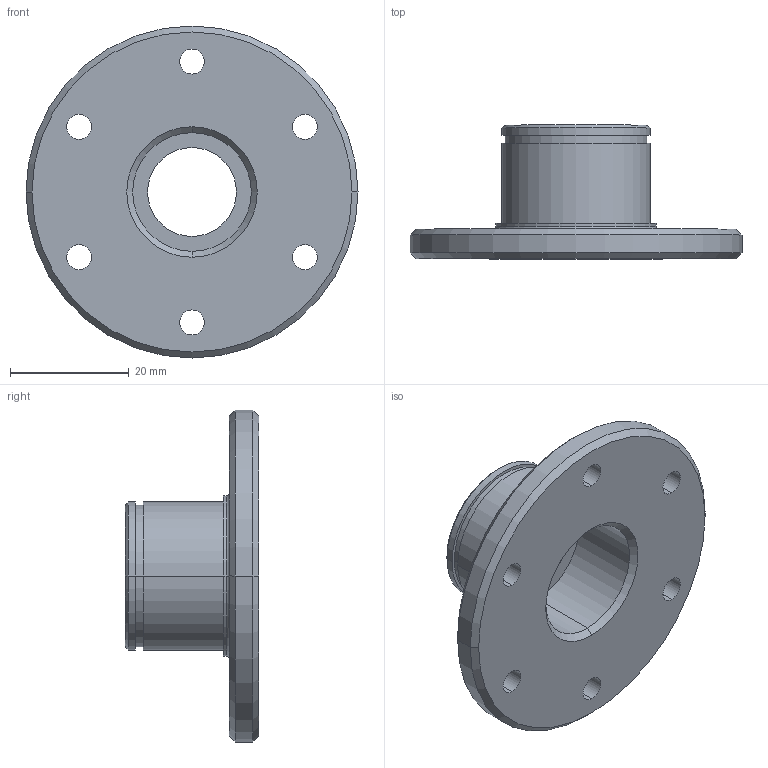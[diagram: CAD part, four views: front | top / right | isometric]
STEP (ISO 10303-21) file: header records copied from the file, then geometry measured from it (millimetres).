
FILE_DESCRIPTION (( 'STEP AP203' ), '1' );
FILE_NAME ('轮子固定座.STEP', '2021-11-21T07:44:47', ( '' ), ( '' ), 'SwSTEP 2.0', 'SolidWorks 2020', '' );
FILE_SCHEMA (( 'CONFIG_CONTROL_DESIGN' ));
Length unit declared in the file: millimetre
Products named in the file (1): 謫赽嘐隅釱
Bounding box: 56 x 22.55 x 56 mm (x, y, z)
Volume: 14555.8 mm3; surface area: 8127.5 mm2
Topology: 1 solids, 1 shells, 43 faces, 98 edges, 62 vertices
Faces by surface type: cylinder 26, cone 8, plane 7, torus 2
Entity records: 1341 total; most frequent: DIRECTION 250, CARTESIAN_POINT 204, ORIENTED_EDGE 196, AXIS2_PLACEMENT_3D 108, EDGE_CURVE 98, CIRCLE 64, VERTEX_POINT 62, EDGE_LOOP 62
